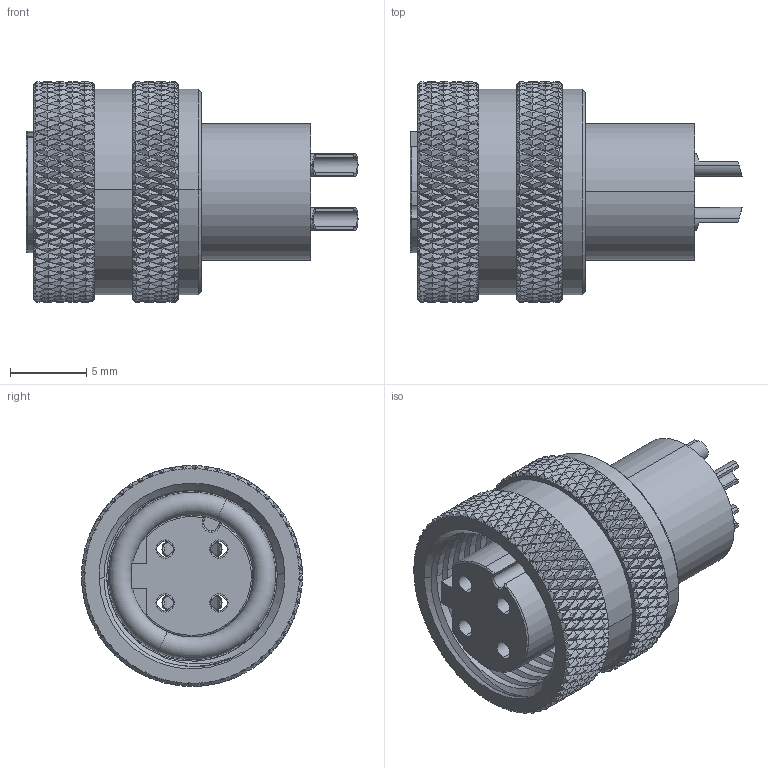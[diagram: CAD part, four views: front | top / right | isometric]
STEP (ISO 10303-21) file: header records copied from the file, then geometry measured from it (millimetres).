
FILE_DESCRIPTION (( 'STEP AP203' ), '1' );
FILE_NAME ('50-01026revA.STEP', '2023-02-09T18:59:50', ( '' ), ( '' ), 'SwSTEP 2.0', 'SolidWorks 2021', '' );
FILE_SCHEMA (( 'CONFIG_CONTROL_DESIGN' ));
Length unit declared in the file: millimetre
Products named in the file (5): 50-01026-01___; 50-01026revA; 50-01026-04___; 50-01026-02___; 50-01026-03___
Assembly tree (7 placements, depth 2):
  50-01026revA
    50-01026-01___
    50-01026-02___
    50-01026-03___  x4
    50-01026-04___
Bounding box: 21.8 x 14.5 x 14.5 mm (x, y, z)
Volume: 1674.5 mm3; surface area: 3137 mm2
Topology: 7 solids, 7 shells, 3020 faces, 8851 edges, 5861 vertices
Faces by surface type: bspline 1586, cylinder 697, cone 526, plane 130, torus 81
Entity records: 480513 total; most frequent: CARTESIAN_POINT 427094, ORIENTED_EDGE 16400, EDGE_CURVE 8200, B_SPLINE_CURVE_WITH_KNOTS 5518, VERTEX_POINT 5453, DIRECTION 4252, EDGE_LOOP 2789, FACE_OUTER_BOUND 2765
